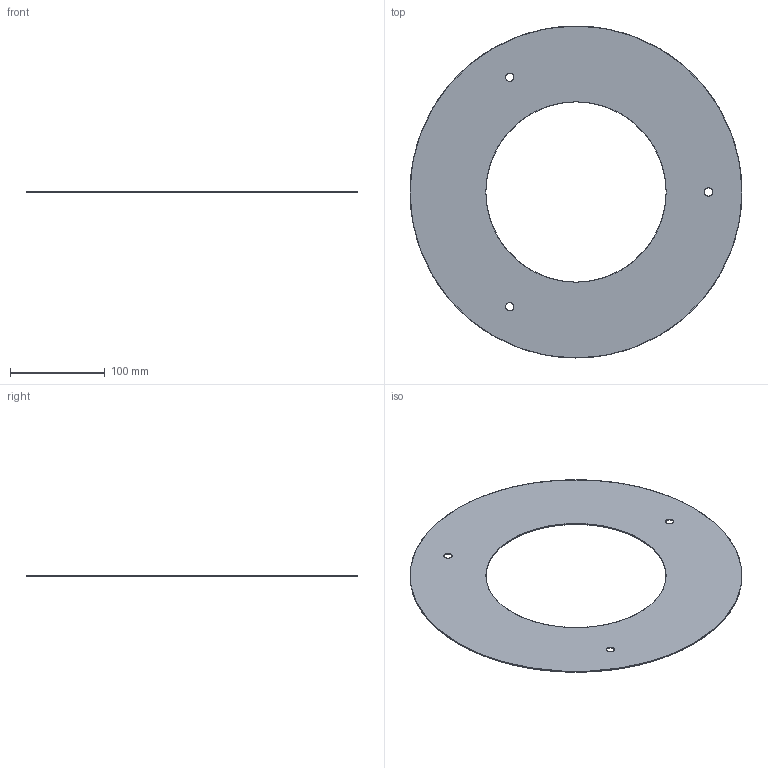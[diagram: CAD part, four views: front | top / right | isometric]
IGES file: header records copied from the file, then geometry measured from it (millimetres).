
Start section: SolidWorks IGES file using analytic representation for surfaces
Global section: file name: D1102297_aLIGO TRANSMON TELESCOPE SSTL PLATE.IGS; native system: SolidWorks 2012; preprocessor: SolidWorks 2012; author: kmailand; date: 120606.132759; units: inch
Bounding box: 350.01 x 350.01 x 1.19 mm (x, y, z)
Surface area: 137494.3 mm2 (no closed solid volume)
Topology: 0 solids, 0 shells, 12 faces, 392 edges, 392 vertices
Faces by surface type: revolution 10, bspline 2
